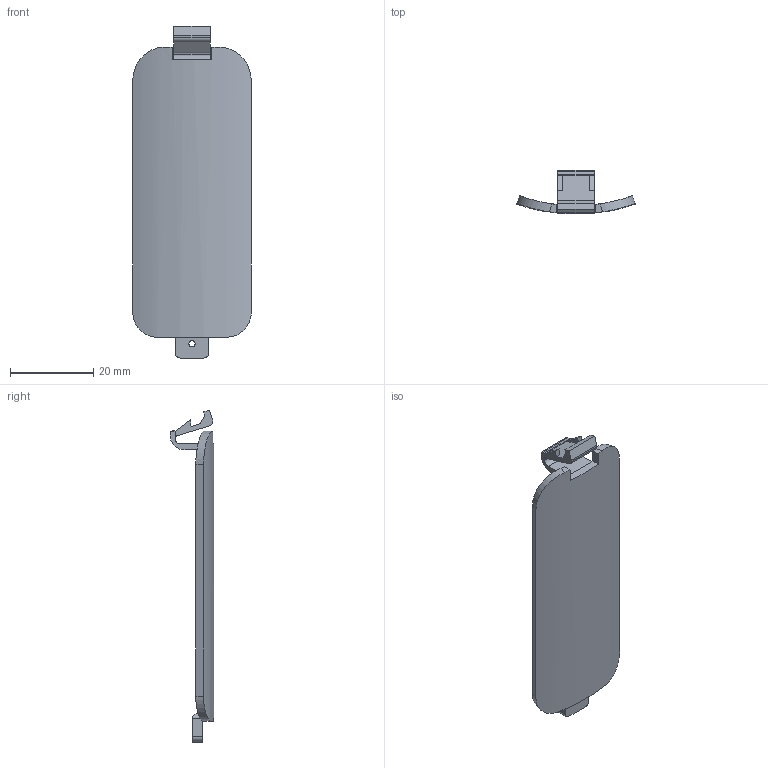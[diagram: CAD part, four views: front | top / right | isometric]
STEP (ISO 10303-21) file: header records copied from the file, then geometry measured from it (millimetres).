
FILE_DESCRIPTION(('FreeCAD Model'),'2;1');
FILE_NAME('Open CASCADE Shape Model','2025-06-29T16:15:10',(''),(''), 'Open CASCADE STEP processor 7.8','FreeCAD','Unknown');
FILE_SCHEMA(('AUTOMOTIVE_DESIGN { 1 0 10303 214 1 1 1 1 }'));
Length unit declared in the file: millimetre
Products named in the file (1): Body
Bounding box: 28.4 x 10.52 x 79.65 mm (x, y, z)
Volume: 4195.8 mm3; surface area: 4795.6 mm2
Topology: 1 solids, 1 shells, 64 faces, 176 edges, 110 vertices
Faces by surface type: plane 45, cylinder 16, bspline 2, torus 1
Full cylindrical faces by diameter (mm): 1.5 x1
Entity records: 2629 total; most frequent: CARTESIAN_POINT 993, ORIENTED_EDGE 348, DIRECTION 321, EDGE_CURVE 174, LINE 125, VECTOR 125, VERTEX_POINT 110, AXIS2_PLACEMENT_3D 98
